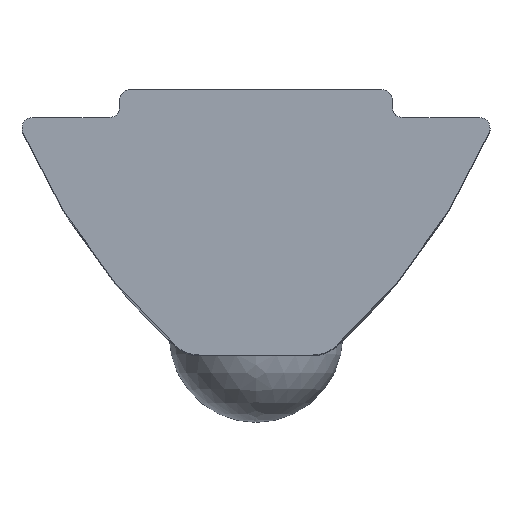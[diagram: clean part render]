
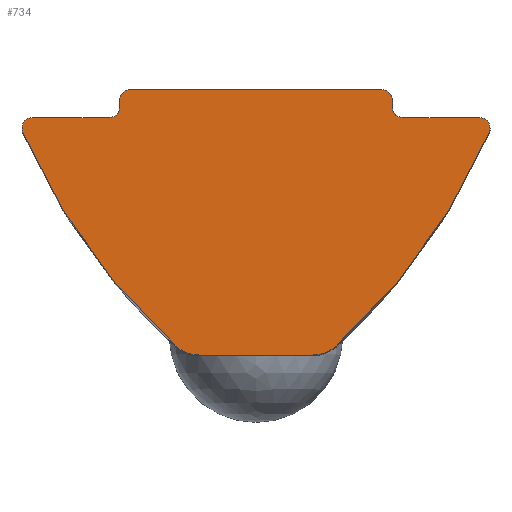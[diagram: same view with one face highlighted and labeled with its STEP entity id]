
A CAD part, top view. The second image highlights one B-rep face of the part: STEP entity #734.
In plain terms, the highlighted planar face has unit normal (0, 0, 1).
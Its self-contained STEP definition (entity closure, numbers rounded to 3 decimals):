
#17=PLANE('',#816);
#50=LINE('',#1287,#102);
#51=LINE('',#1295,#103);
#52=LINE('',#1298,#104);
#53=LINE('',#1299,#105);
#54=LINE('',#1301,#106);
#55=LINE('',#1305,#107);
#102=VECTOR('',#959,1000.);
#103=VECTOR('',#966,1000.);
#104=VECTOR('',#969,1000.);
#105=VECTOR('',#970,1000.);
#106=VECTOR('',#971,1000.);
#107=VECTOR('',#974,1000.);
#193=FACE_OUTER_BOUND('',#232,.T.);
#232=EDGE_LOOP('',(#558,#559,#560,#561,#562,#563,#564,#565,#566,#567,#568,
#569,#570,#571,#572,#573));
#272=CIRCLE('',#802,0.3);
#274=CIRCLE('',#806,0.3);
#282=CIRCLE('',#817,17.5);
#283=CIRCLE('',#818,1.);
#284=CIRCLE('',#819,1.);
#285=CIRCLE('',#820,17.5);
#286=CIRCLE('',#821,0.3);
#287=CIRCLE('',#822,0.3);
#288=CIRCLE('',#823,0.3);
#289=CIRCLE('',#824,0.3);
#330=VERTEX_POINT('',#1236);
#331=VERTEX_POINT('',#1238);
#334=VERTEX_POINT('',#1248);
#335=VERTEX_POINT('',#1250);
#346=VERTEX_POINT('',#1281);
#347=VERTEX_POINT('',#1282);
#348=VERTEX_POINT('',#1284);
#349=VERTEX_POINT('',#1286);
#350=VERTEX_POINT('',#1288);
#351=VERTEX_POINT('',#1290);
#352=VERTEX_POINT('',#1292);
#353=VERTEX_POINT('',#1294);
#354=VERTEX_POINT('',#1296);
#355=VERTEX_POINT('',#1300);
#356=VERTEX_POINT('',#1302);
#357=VERTEX_POINT('',#1304);
#409=EDGE_CURVE('',#331,#330,#272,.T.);
#415=EDGE_CURVE('',#335,#334,#274,.T.);
#432=EDGE_CURVE('',#346,#347,#282,.T.);
#433=EDGE_CURVE('',#347,#348,#283,.T.);
#434=EDGE_CURVE('',#348,#349,#50,.T.);
#435=EDGE_CURVE('',#349,#350,#284,.T.);
#436=EDGE_CURVE('',#350,#351,#285,.T.);
#437=EDGE_CURVE('',#351,#352,#286,.T.);
#438=EDGE_CURVE('',#352,#353,#51,.T.);
#439=EDGE_CURVE('',#353,#354,#287,.T.);
#440=EDGE_CURVE('',#354,#335,#52,.T.);
#441=EDGE_CURVE('',#334,#331,#53,.T.);
#442=EDGE_CURVE('',#330,#355,#54,.T.);
#443=EDGE_CURVE('',#355,#356,#288,.T.);
#444=EDGE_CURVE('',#356,#357,#55,.T.);
#445=EDGE_CURVE('',#357,#346,#289,.T.);
#558=ORIENTED_EDGE('',*,*,#432,.T.);
#559=ORIENTED_EDGE('',*,*,#433,.T.);
#560=ORIENTED_EDGE('',*,*,#434,.T.);
#561=ORIENTED_EDGE('',*,*,#435,.T.);
#562=ORIENTED_EDGE('',*,*,#436,.T.);
#563=ORIENTED_EDGE('',*,*,#437,.T.);
#564=ORIENTED_EDGE('',*,*,#438,.T.);
#565=ORIENTED_EDGE('',*,*,#439,.T.);
#566=ORIENTED_EDGE('',*,*,#440,.T.);
#567=ORIENTED_EDGE('',*,*,#415,.T.);
#568=ORIENTED_EDGE('',*,*,#441,.T.);
#569=ORIENTED_EDGE('',*,*,#409,.T.);
#570=ORIENTED_EDGE('',*,*,#442,.T.);
#571=ORIENTED_EDGE('',*,*,#443,.T.);
#572=ORIENTED_EDGE('',*,*,#444,.T.);
#573=ORIENTED_EDGE('',*,*,#445,.T.);
#734=ADVANCED_FACE('',(#193),#17,.T.);
#802=AXIS2_PLACEMENT_3D('',#1239,#912,#913);
#806=AXIS2_PLACEMENT_3D('',#1251,#924,#925);
#816=AXIS2_PLACEMENT_3D('',#1280,#953,#954);
#817=AXIS2_PLACEMENT_3D('',#1283,#955,#956);
#818=AXIS2_PLACEMENT_3D('',#1285,#957,#958);
#819=AXIS2_PLACEMENT_3D('',#1289,#960,#961);
#820=AXIS2_PLACEMENT_3D('',#1291,#962,#963);
#821=AXIS2_PLACEMENT_3D('',#1293,#964,#965);
#822=AXIS2_PLACEMENT_3D('',#1297,#967,#968);
#823=AXIS2_PLACEMENT_3D('',#1303,#972,#973);
#824=AXIS2_PLACEMENT_3D('',#1306,#975,#976);
#912=DIRECTION('center_axis',(0.,0.,1.));
#913=DIRECTION('ref_axis',(1.,0.,0.));
#924=DIRECTION('center_axis',(0.,0.,1.));
#925=DIRECTION('ref_axis',(1.,0.,0.));
#953=DIRECTION('center_axis',(0.,0.,1.));
#954=DIRECTION('ref_axis',(1.,0.,0.));
#955=DIRECTION('center_axis',(0.,0.,1.));
#956=DIRECTION('ref_axis',(1.,0.,0.));
#957=DIRECTION('center_axis',(0.,0.,1.));
#958=DIRECTION('ref_axis',(1.,0.,0.));
#959=DIRECTION('',(1.,0.,0.));
#960=DIRECTION('center_axis',(0.,0.,1.));
#961=DIRECTION('ref_axis',(1.,0.,0.));
#962=DIRECTION('center_axis',(0.,0.,1.));
#963=DIRECTION('ref_axis',(-1.,0.,0.));
#964=DIRECTION('center_axis',(0.,0.,1.));
#965=DIRECTION('ref_axis',(-1.,0.,0.));
#966=DIRECTION('',(-1.,0.,0.));
#967=DIRECTION('center_axis',(0.,0.,-1.));
#968=DIRECTION('ref_axis',(1.,0.,0.));
#969=DIRECTION('',(0.,1.,0.));
#970=DIRECTION('',(-1.,0.,0.));
#971=DIRECTION('',(0.,-1.,0.));
#972=DIRECTION('center_axis',(0.,0.,-1.));
#973=DIRECTION('ref_axis',(1.,0.,0.));
#974=DIRECTION('',(-1.,0.,0.));
#975=DIRECTION('center_axis',(0.,0.,1.));
#976=DIRECTION('ref_axis',(1.,0.,0.));
#1236=CARTESIAN_POINT('',(-3.9,-0.3,22.));
#1238=CARTESIAN_POINT('',(-3.6,0.,22.));
#1239=CARTESIAN_POINT('Origin',(-3.6,-0.3,22.));
#1248=CARTESIAN_POINT('',(3.6,0.,22.));
#1250=CARTESIAN_POINT('',(3.9,-0.3,22.));
#1251=CARTESIAN_POINT('Origin',(3.6,-0.3,22.));
#1280=CARTESIAN_POINT('Origin',(-6.4,-1.1,22.));
#1281=CARTESIAN_POINT('',(-6.676,-1.218,22.));
#1282=CARTESIAN_POINT('',(-2.292,-7.343,22.));
#1283=CARTESIAN_POINT('Origin',(9.413,5.666,22.));
#1284=CARTESIAN_POINT('',(-1.623,-7.6,22.));
#1285=CARTESIAN_POINT('Origin',(-1.623,-6.6,22.));
#1286=CARTESIAN_POINT('',(1.623,-7.6,22.));
#1287=CARTESIAN_POINT('',(-2.,-7.6,22.));
#1288=CARTESIAN_POINT('',(2.292,-7.343,22.));
#1289=CARTESIAN_POINT('Origin',(1.623,-6.6,22.));
#1290=CARTESIAN_POINT('',(6.676,-1.218,22.));
#1291=CARTESIAN_POINT('Origin',(-9.413,5.666,22.));
#1292=CARTESIAN_POINT('',(6.4,-0.8,22.));
#1293=CARTESIAN_POINT('Origin',(6.4,-1.1,22.));
#1294=CARTESIAN_POINT('',(4.2,-0.8,22.));
#1295=CARTESIAN_POINT('',(3.9,-0.8,22.));
#1296=CARTESIAN_POINT('',(3.9,-0.5,22.));
#1297=CARTESIAN_POINT('Origin',(4.2,-0.5,22.));
#1298=CARTESIAN_POINT('',(3.9,0.,22.));
#1299=CARTESIAN_POINT('',(3.9,0.,22.));
#1300=CARTESIAN_POINT('',(-3.9,-0.5,22.));
#1301=CARTESIAN_POINT('',(-3.9,0.,22.));
#1302=CARTESIAN_POINT('',(-4.2,-0.8,22.));
#1303=CARTESIAN_POINT('Origin',(-4.2,-0.5,22.));
#1304=CARTESIAN_POINT('',(-6.4,-0.8,22.));
#1305=CARTESIAN_POINT('',(-3.9,-0.8,22.));
#1306=CARTESIAN_POINT('Origin',(-6.4,-1.1,22.));
